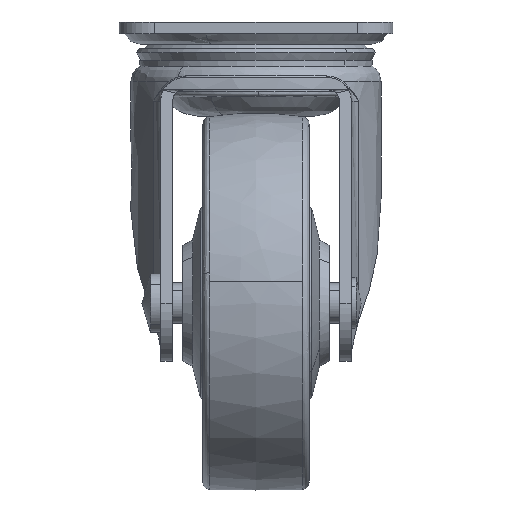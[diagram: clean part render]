
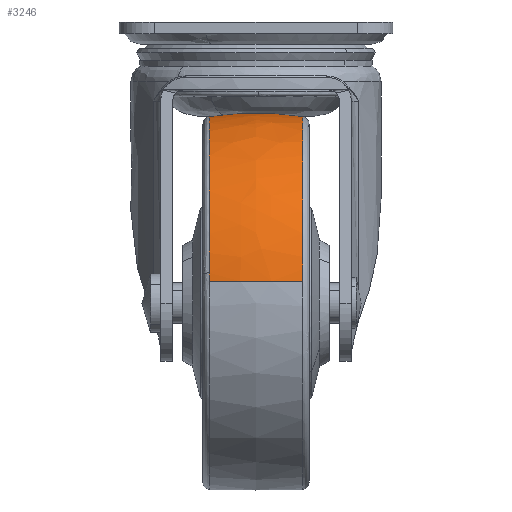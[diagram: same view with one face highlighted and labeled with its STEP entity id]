
A CAD part, left-side view. The second image highlights one B-rep face of the part: STEP entity #3246.
In plain terms, the highlighted free-form (B-spline) face has degree [2, 2] with [5, 3] control points.
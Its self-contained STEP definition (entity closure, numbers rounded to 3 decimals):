
#2257=CARTESIAN_POINT('',(0.0,-9.231,-18.714));
#2258=VERTEX_POINT('',#2257);
#2278=CARTESIAN_POINT('',(-36.54,-9.231,-51.253));
#2279=VERTEX_POINT('',#2278);
#2280=CARTESIAN_POINT('',(0.0,-9.231,-18.714));
#2281=CARTESIAN_POINT('',(-2.23,-9.231,-18.714));
#2282=CARTESIAN_POINT('',(-6.342,-9.231,-19.089));
#2283=CARTESIAN_POINT('',(-11.816,-9.231,-20.537));
#2284=CARTESIAN_POINT('',(-15.872,-9.231,-22.242));
#2285=CARTESIAN_POINT('',(-19.422,-9.231,-24.182));
#2286=CARTESIAN_POINT('',(-22.413,-9.231,-26.24));
#2287=CARTESIAN_POINT('',(-25.481,-9.231,-28.879));
#2288=CARTESIAN_POINT('',(-27.88,-9.231,-31.414));
#2289=CARTESIAN_POINT('',(-30.108,-9.231,-34.276));
#2290=CARTESIAN_POINT('',(-32.143,-9.231,-37.448));
#2291=CARTESIAN_POINT('',(-33.991,-9.231,-41.208));
#2292=CARTESIAN_POINT('',(-35.632,-9.231,-45.885));
#2293=CARTESIAN_POINT('',(-36.306,-9.231,-49.245));
#2294=CARTESIAN_POINT('',(-36.54,-9.231,-51.253));
#2295=B_SPLINE_CURVE_WITH_KNOTS('',3,(#2280,#2281,#2282,#2283,#2284,#2285,#2286,#2287,#2288,#2289,#2290,#2291,#2292,#2293,#2294),.UNSPECIFIED.,.F.,.U.,(4,1,1,1,1,1,1,1,1,1,1,1,4),(0.,6.691,12.336,16.936,19.863,24.463,27.808,31.99,34.917,38.681,43.281,47.463,53.526),.UNSPECIFIED.);
#2296=EDGE_CURVE('',#2258,#2279,#2295,.T.);
#2351=CARTESIAN_POINT('',(0.0,9.231,-18.714));
#2352=VERTEX_POINT('',#2351);
#2429=CARTESIAN_POINT('',(-36.296,9.231,-49.517));
#2430=VERTEX_POINT('',#2429);
#2441=CARTESIAN_POINT('',(0.0,9.231,-18.714));
#2442=CARTESIAN_POINT('',(-1.348,9.231,-18.714));
#2443=CARTESIAN_POINT('',(-3.977,9.231,-18.859));
#2444=CARTESIAN_POINT('',(-7.442,9.231,-19.426));
#2445=CARTESIAN_POINT('',(-10.84,9.231,-20.294));
#2446=CARTESIAN_POINT('',(-14.658,9.231,-21.648));
#2447=CARTESIAN_POINT('',(-18.816,9.231,-23.761));
#2448=CARTESIAN_POINT('',(-22.65,9.231,-26.411));
#2449=CARTESIAN_POINT('',(-25.492,9.231,-28.904));
#2450=CARTESIAN_POINT('',(-27.855,9.231,-31.405));
#2451=CARTESIAN_POINT('',(-29.956,9.231,-34.046));
#2452=CARTESIAN_POINT('',(-32.188,9.231,-37.506));
#2453=CARTESIAN_POINT('',(-33.87,9.231,-40.971));
#2454=CARTESIAN_POINT('',(-35.363,9.231,-45.093));
#2455=CARTESIAN_POINT('',(-36.,9.231,-47.721));
#2456=CARTESIAN_POINT('',(-36.296,9.231,-49.517));
#2457=B_SPLINE_CURVE_WITH_KNOTS('',3,(#2441,#2442,#2443,#2444,#2445,#2446,#2447,#2448,#2449,#2450,#2451,#2452,#2453,#2454,#2455,#2456),.UNSPECIFIED.,.F.,.U.,(4,1,1,1,1,1,1,1,1,1,1,1,1,4),(0.,4.045,7.887,10.516,14.561,20.022,24.471,28.516,31.347,34.785,38.628,43.684,46.313,51.773),.UNSPECIFIED.);
#2458=EDGE_CURVE('',#2352,#2430,#2457,.T.);
#2505=CARTESIAN_POINT('',(-36.54,9.231,-51.253));
#2506=VERTEX_POINT('',#2505);
#2527=CARTESIAN_POINT('',(-36.296,9.231,-49.517));
#2528=CARTESIAN_POINT('',(-36.391,9.231,-50.094));
#2529=CARTESIAN_POINT('',(-36.472,9.231,-50.672));
#2530=CARTESIAN_POINT('',(-36.54,9.231,-51.253));
#2531=B_SPLINE_CURVE_WITH_KNOTS('',3,(#2527,#2528,#2529,#2530),.UNSPECIFIED.,.F.,.U.,(4,4),(0.,1.752),.UNSPECIFIED.);
#2532=EDGE_CURVE('',#2430,#2506,#2531,.T.);
#3189=CARTESIAN_POINT('',(-36.54,-9.231,-51.253));
#3190=CARTESIAN_POINT('',(-36.849,-7.228,-51.217));
#3191=CARTESIAN_POINT('',(-37.237,-3.478,-51.171));
#3192=CARTESIAN_POINT('',(-37.297,2.706,-51.165));
#3193=CARTESIAN_POINT('',(-36.909,6.846,-51.21));
#3194=CARTESIAN_POINT('',(-36.54,9.231,-51.253));
#3195=B_SPLINE_CURVE_WITH_KNOTS('',3,(#3189,#3190,#3191,#3192,#3193,#3194),.UNSPECIFIED.,.F.,.U.,(4,1,1,4),(0.,6.082,11.295,18.535),.UNSPECIFIED.);
#3196=EDGE_CURVE('',#2279,#2506,#3195,.T.);
#3201=CARTESIAN_POINT('',(0.0,-9.231,-18.714));
#3202=CARTESIAN_POINT('',(0.0,-7.037,-18.373));
#3203=CARTESIAN_POINT('',(0.0,-3.285,-18.));
#3204=CARTESIAN_POINT('',(0.0,2.898,-17.97));
#3205=CARTESIAN_POINT('',(0.0,6.846,-18.343));
#3206=CARTESIAN_POINT('',(0.0,9.231,-18.714));
#3207=B_SPLINE_CURVE_WITH_KNOTS('',3,(#3201,#3202,#3203,#3204,#3205,#3206),.UNSPECIFIED.,.F.,.U.,(4,1,1,4),(0.,6.661,11.295,18.535),.UNSPECIFIED.);
#3208=EDGE_CURVE('',#2258,#2352,#3207,.T.);
#3216=CARTESIAN_POINT('',(0.0,-10.164,-18.867));
#3217=CARTESIAN_POINT('',(0.0,-5.119,-18.0));
#3218=CARTESIAN_POINT('',(0.0,0.,-18.0));
#3219=CARTESIAN_POINT('',(0.0,5.119,-18.));
#3220=CARTESIAN_POINT('',(0.0,10.164,-18.867));
#3221=CARTESIAN_POINT('',(-32.621,-10.164,-18.867));
#3222=CARTESIAN_POINT('',(-33.393,-5.119,-18.0));
#3223=CARTESIAN_POINT('',(-33.393,0.,-18.));
#3224=CARTESIAN_POINT('',(-33.393,5.119,-18.));
#3225=CARTESIAN_POINT('',(-32.621,10.164,-18.867));
#3226=CARTESIAN_POINT('',(-36.388,-10.164,-51.27));
#3227=CARTESIAN_POINT('',(-37.249,-5.119,-51.17));
#3228=CARTESIAN_POINT('',(-37.249,0.,-51.17));
#3229=CARTESIAN_POINT('',(-37.249,5.119,-51.17));
#3230=CARTESIAN_POINT('',(-36.388,10.164,-51.27));
#3238=(BOUNDED_SURFACE()B_SPLINE_SURFACE(2,2,((#3216,#3221,#3226),(#3217,#3222,#3227),(#3218,#3223,#3228),(#3219,#3224,#3229),(#3220,#3225,#3230)),.UNSPECIFIED.,.F.,.F.,.U.)B_SPLINE_SURFACE_WITH_KNOTS((3,2,3),(3,3),(0.0,10.429,20.858),(0.0,57.099),.UNSPECIFIED.)GEOMETRIC_REPRESENTATION_ITEM()RATIONAL_B_SPLINE_SURFACE(((0.957,0.699,0.915),(0.975,0.712,0.933),(1.0,0.731,0.957),(0.975,0.712,0.933),(0.957,0.699,0.915)))REPRESENTATION_ITEM('')SURFACE());
#3239=ORIENTED_EDGE('',*,*,#2296,.F.);
#3240=ORIENTED_EDGE('',*,*,#3208,.T.);
#3241=ORIENTED_EDGE('',*,*,#2458,.T.);
#3242=ORIENTED_EDGE('',*,*,#2532,.T.);
#3243=ORIENTED_EDGE('',*,*,#3196,.F.);
#3244=EDGE_LOOP('',(#3239,#3240,#3241,#3242,#3243));
#3245=FACE_OUTER_BOUND('',#3244,.T.);
#3246=ADVANCED_FACE('',(#3245),#3238,.T.);
